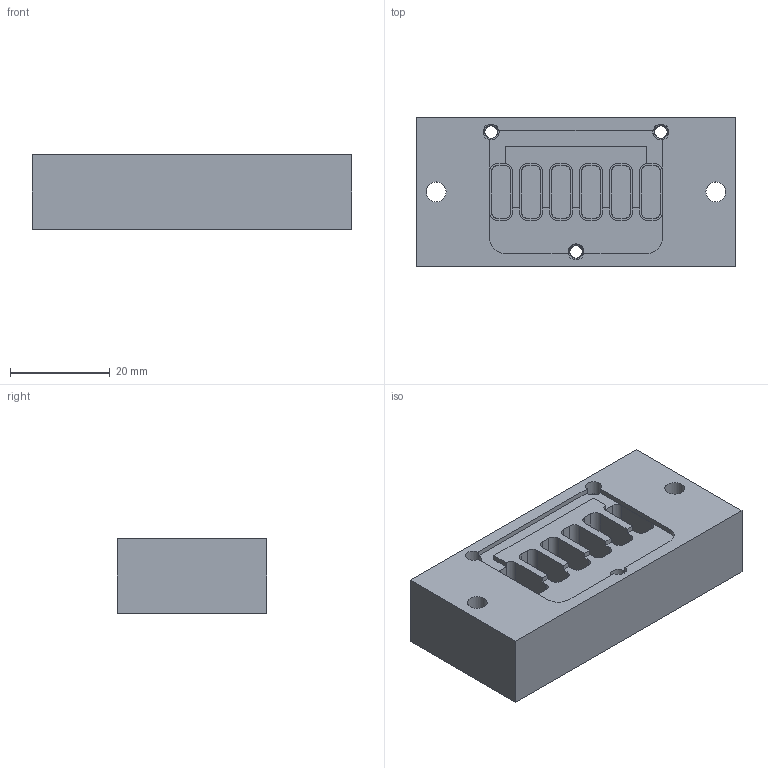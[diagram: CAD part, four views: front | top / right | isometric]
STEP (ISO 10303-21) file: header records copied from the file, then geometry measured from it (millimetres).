
FILE_DESCRIPTION(/* description */ ('','CAx-IF Rec.Pracs.---Representation and Presentation of Product Manufacturing Information (PMI)---4.0---2014-10-13'),/* implementation_level */ '2;1');
FILE_NAME(/* name */ 'vhp100-heat-spreader-3dmodel.step',/* time_stamp */ '2025-01-31T11:36:18+01:00',/* author */ (''),/* organization */ (''),/* preprocessor_version */ 'ST-DEVELOPER v20',/* originating_system */ 'Autodesk Translation Framework v13.20.0.188',/* authorisation */ '');
FILE_SCHEMA (('AP242_MANAGED_MODEL_BASED_3D_ENGINEERING_MIM_LF { 1 0 10303 442 1 1 4 }'));
Length unit declared in the file: millimetre
Products named in the file (1): vhp100-standard
Bounding box: 64 x 30 x 15 mm (x, y, z)
Volume: 24170.2 mm3; surface area: 9953.5 mm2
Topology: 1 solids, 1 shells, 295 faces, 855 edges, 570 vertices
Faces by surface type: cylinder 205, plane 84, bspline 6
Full cylindrical faces by diameter (mm): 2.529 x36, 3.086 x18, 3.2 x3, 4 x2
Entity records: 18215 total; most frequent: CARTESIAN_POINT 10886, ORIENTED_EDGE 1710, DIRECTION 1253, EDGE_CURVE 855, VERTEX_POINT 570, AXIS2_PLACEMENT_3D 420, LINE 413, VECTOR 413
